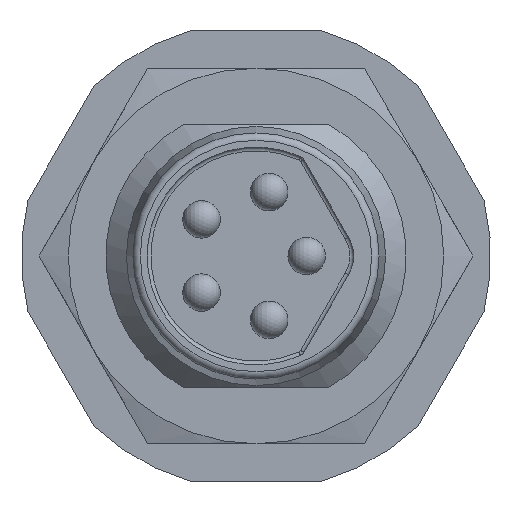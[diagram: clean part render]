
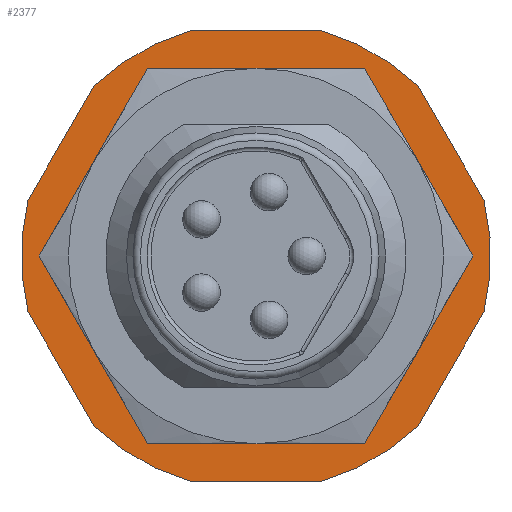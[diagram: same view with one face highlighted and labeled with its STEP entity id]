
A CAD part, front view. The second image highlights one B-rep face of the part: STEP entity #2377.
In plain terms, the highlighted planar face has unit normal (0, -1, 0).
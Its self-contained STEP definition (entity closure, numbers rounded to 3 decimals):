
#152=PLANE('',#2924);
#429=EDGE_LOOP('',(#816));
#430=EDGE_LOOP('',(#817,#818,#819,#820,#821,#822,#823,#824,#825,#826,#827,
#828));
#646=CIRCLE('',#2917,3.75);
#647=CIRCLE('',#2918,6.25);
#648=CIRCLE('',#2919,6.25);
#649=CIRCLE('',#2920,6.25);
#650=CIRCLE('',#2921,6.25);
#651=CIRCLE('',#2922,6.25);
#652=CIRCLE('',#2923,6.25);
#816=ORIENTED_EDGE('',*,*,#1612,.F.);
#817=ORIENTED_EDGE('',*,*,#1613,.T.);
#818=ORIENTED_EDGE('',*,*,#1614,.T.);
#819=ORIENTED_EDGE('',*,*,#1615,.T.);
#820=ORIENTED_EDGE('',*,*,#1616,.T.);
#821=ORIENTED_EDGE('',*,*,#1617,.T.);
#822=ORIENTED_EDGE('',*,*,#1618,.T.);
#823=ORIENTED_EDGE('',*,*,#1619,.T.);
#824=ORIENTED_EDGE('',*,*,#1620,.T.);
#825=ORIENTED_EDGE('',*,*,#1621,.T.);
#826=ORIENTED_EDGE('',*,*,#1622,.T.);
#827=ORIENTED_EDGE('',*,*,#1623,.T.);
#828=ORIENTED_EDGE('',*,*,#1624,.T.);
#1612=EDGE_CURVE('',#2727,#2727,#646,.T.);
#1613=EDGE_CURVE('',#2728,#2729,#647,.T.);
#1614=EDGE_CURVE('',#2729,#2730,#2002,.T.);
#1615=EDGE_CURVE('',#2730,#2731,#648,.T.);
#1616=EDGE_CURVE('',#2731,#2732,#2003,.T.);
#1617=EDGE_CURVE('',#2732,#2733,#649,.T.);
#1618=EDGE_CURVE('',#2733,#2734,#2004,.T.);
#1619=EDGE_CURVE('',#2734,#2735,#650,.T.);
#1620=EDGE_CURVE('',#2735,#2736,#2005,.T.);
#1621=EDGE_CURVE('',#2736,#2737,#651,.T.);
#1622=EDGE_CURVE('',#2737,#2738,#2006,.T.);
#1623=EDGE_CURVE('',#2738,#2739,#652,.T.);
#1624=EDGE_CURVE('',#2739,#2728,#2007,.T.);
#2002=LINE('',#4080,#2222);
#2003=LINE('',#4084,#2223);
#2004=LINE('',#4088,#2224);
#2005=LINE('',#4092,#2225);
#2006=LINE('',#4096,#2226);
#2007=LINE('',#4100,#2227);
#2222=VECTOR('',#3272,1.);
#2223=VECTOR('',#3275,1.);
#2224=VECTOR('',#3278,1.);
#2225=VECTOR('',#3281,1.);
#2226=VECTOR('',#3284,1.);
#2227=VECTOR('',#3287,1.);
#2377=ADVANCED_FACE('',(#2553,#2554),#152,.F.);
#2553=FACE_BOUND('',#429,.T.);
#2554=FACE_BOUND('',#430,.T.);
#2727=VERTEX_POINT('',#4076);
#2728=VERTEX_POINT('',#4078);
#2729=VERTEX_POINT('',#4079);
#2730=VERTEX_POINT('',#4081);
#2731=VERTEX_POINT('',#4083);
#2732=VERTEX_POINT('',#4085);
#2733=VERTEX_POINT('',#4087);
#2734=VERTEX_POINT('',#4089);
#2735=VERTEX_POINT('',#4091);
#2736=VERTEX_POINT('',#4093);
#2737=VERTEX_POINT('',#4095);
#2738=VERTEX_POINT('',#4097);
#2739=VERTEX_POINT('',#4099);
#2917=AXIS2_PLACEMENT_3D('',#4075,#3268,#3269);
#2918=AXIS2_PLACEMENT_3D('',#4077,#3270,#3271);
#2919=AXIS2_PLACEMENT_3D('',#4082,#3273,#3274);
#2920=AXIS2_PLACEMENT_3D('',#4086,#3276,#3277);
#2921=AXIS2_PLACEMENT_3D('',#4090,#3279,#3280);
#2922=AXIS2_PLACEMENT_3D('',#4094,#3282,#3283);
#2923=AXIS2_PLACEMENT_3D('',#4098,#3285,#3286);
#2924=AXIS2_PLACEMENT_3D('',#4101,#3288,#3289);
#3268=DIRECTION('',(0.,-1.,0.));
#3269=DIRECTION('',(0.,0.,1.));
#3270=DIRECTION('',(0.,-1.,0.));
#3271=DIRECTION('',(-1.,0.,0.));
#3272=DIRECTION('',(1.,0.,0.));
#3273=DIRECTION('',(0.,-1.,0.));
#3274=DIRECTION('',(-1.,0.,0.));
#3275=DIRECTION('',(0.5,0.,0.866));
#3276=DIRECTION('',(0.,-1.,0.));
#3277=DIRECTION('',(-1.,0.,0.));
#3278=DIRECTION('',(-0.5,0.,0.866));
#3279=DIRECTION('',(0.,-1.,0.));
#3280=DIRECTION('',(-1.,0.,0.));
#3281=DIRECTION('',(-1.,0.,0.));
#3282=DIRECTION('',(0.,-1.,0.));
#3283=DIRECTION('',(-1.,0.,0.));
#3284=DIRECTION('',(-0.5,0.,-0.866));
#3285=DIRECTION('',(0.,-1.,0.));
#3286=DIRECTION('',(-1.,0.,0.));
#3287=DIRECTION('',(0.5,0.,-0.866));
#3288=DIRECTION('',(0.,1.,0.));
#3289=DIRECTION('',(0.,0.,-1.));
#4075=CARTESIAN_POINT('',(0.,9.7,0.));
#4076=CARTESIAN_POINT('',(0.,9.7,3.75));
#4077=CARTESIAN_POINT('',(0.,9.7,0.));
#4078=CARTESIAN_POINT('',(-4.321,9.7,-4.516));
#4079=CARTESIAN_POINT('',(-1.75,9.7,-6.));
#4080=CARTESIAN_POINT('',(0.,9.7,-6.));
#4081=CARTESIAN_POINT('',(1.75,9.7,-6.));
#4082=CARTESIAN_POINT('',(0.,9.7,0.));
#4083=CARTESIAN_POINT('',(4.321,9.7,-4.516));
#4084=CARTESIAN_POINT('',(4.321,9.7,-4.516));
#4085=CARTESIAN_POINT('',(6.071,9.7,-1.484));
#4086=CARTESIAN_POINT('',(0.,9.7,0.));
#4087=CARTESIAN_POINT('',(6.071,9.7,1.484));
#4088=CARTESIAN_POINT('',(6.071,9.7,1.484));
#4089=CARTESIAN_POINT('',(4.321,9.7,4.516));
#4090=CARTESIAN_POINT('',(0.,9.7,0.));
#4091=CARTESIAN_POINT('',(1.75,9.7,6.));
#4092=CARTESIAN_POINT('',(1.75,9.7,6.));
#4093=CARTESIAN_POINT('',(-1.75,9.7,6.));
#4094=CARTESIAN_POINT('',(0.,9.7,0.));
#4095=CARTESIAN_POINT('',(-4.321,9.7,4.516));
#4096=CARTESIAN_POINT('',(-4.321,9.7,4.516));
#4097=CARTESIAN_POINT('',(-6.071,9.7,1.484));
#4098=CARTESIAN_POINT('',(0.,9.7,0.));
#4099=CARTESIAN_POINT('',(-6.071,9.7,-1.484));
#4100=CARTESIAN_POINT('',(-6.071,9.7,-1.484));
#4101=CARTESIAN_POINT('',(-7.,9.7,0.));
